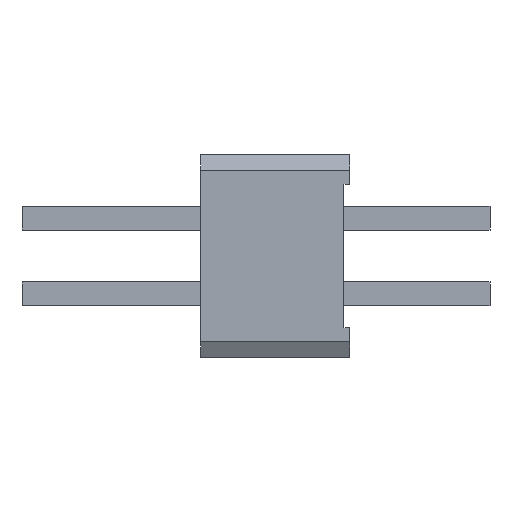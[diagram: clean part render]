
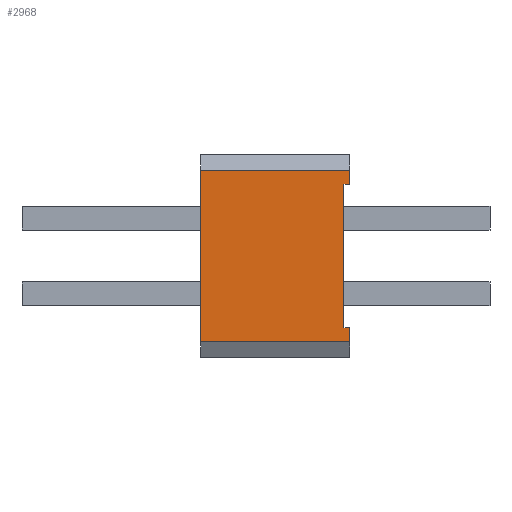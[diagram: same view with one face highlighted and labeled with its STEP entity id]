
A CAD part, left-side view. The second image highlights one B-rep face of the part: STEP entity #2968.
In plain terms, the highlighted planar face has unit normal (-1, 0, 0).
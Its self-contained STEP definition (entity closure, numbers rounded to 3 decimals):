
#5=DIRECTION('',(0.,0.,1.));
#6=VECTOR('',#5,0.24);
#7=CARTESIAN_POINT('',(-0.635,0.,1.2));
#8=LINE('3804',#7,#6);
#193=DIRECTION('',(0.,1.,0.));
#194=VECTOR('',#193,2.5);
#195=CARTESIAN_POINT('',(-0.635,0.,1.44));
#196=LINE('3776',#195,#194);
#197=DIRECTION('',(0.,1.,0.));
#198=VECTOR('',#197,0.1);
#199=CARTESIAN_POINT('',(-0.635,0.,1.2));
#200=LINE('3800',#199,#198);
#201=DIRECTION('',(0.,0.,-1.));
#202=VECTOR('',#201,2.4);
#203=CARTESIAN_POINT('',(-0.635,0.1,1.2));
#204=LINE('3801',#203,#202);
#205=DIRECTION('',(0.,1.,0.));
#206=VECTOR('',#205,0.1);
#207=CARTESIAN_POINT('',(-0.635,0.,-1.2));
#208=LINE('3802',#207,#206);
#209=DIRECTION('',(0.,1.,0.));
#210=VECTOR('',#209,2.5);
#211=CARTESIAN_POINT('',(-0.635,0.,-1.44));
#212=LINE('3775',#211,#210);
#537=DIRECTION('',(0.,0.,1.));
#538=VECTOR('',#537,0.24);
#539=CARTESIAN_POINT('',(-0.635,0.,-1.44));
#540=LINE('3803',#539,#538);
#649=DIRECTION('',(0.,0.,1.));
#650=VECTOR('',#649,2.88);
#651=CARTESIAN_POINT('',(-0.635,2.5,-1.44));
#652=LINE('3770',#651,#650);
#1922=CARTESIAN_POINT('',(-0.635,0.,-1.44));
#1924=VERTEX_POINT('',#1922);
#1925=CARTESIAN_POINT('',(-0.635,0.,1.44));
#1927=VERTEX_POINT('',#1925);
#1934=CARTESIAN_POINT('',(-0.635,2.5,-1.44));
#1936=VERTEX_POINT('',#1934);
#1937=CARTESIAN_POINT('',(-0.635,2.5,1.44));
#1938=VERTEX_POINT('',#1937);
#1969=CARTESIAN_POINT('',(-0.635,0.,1.2));
#1971=VERTEX_POINT('',#1969);
#1973=CARTESIAN_POINT('',(-0.635,0.,-1.2));
#1975=VERTEX_POINT('',#1973);
#1977=CARTESIAN_POINT('',(-0.635,0.1,1.2));
#1978=VERTEX_POINT('',#1977);
#1979=CARTESIAN_POINT('',(-0.635,0.1,-1.2));
#1980=VERTEX_POINT('',#1979);
#2948=CARTESIAN_POINT('',(-0.635,0.,-1.44));
#2949=DIRECTION('',(-1.,0.,0.));
#2950=DIRECTION('',(0.,0.,1.));
#2951=AXIS2_PLACEMENT_3D('',#2948,#2949,#2950);
#2952=PLANE('3578',#2951);
#2953=ORIENTED_EDGE('3800',*,*,#2627,.T.);
#2955=ORIENTED_EDGE('3801',*,*,#2954,.T.);
#2957=ORIENTED_EDGE('3802',*,*,#2956,.F.);
#2959=ORIENTED_EDGE('3803',*,*,#2958,.F.);
#2961=ORIENTED_EDGE('3775',*,*,#2960,.T.);
#2963=ORIENTED_EDGE('3770',*,*,#2962,.T.);
#2964=ORIENTED_EDGE('3776',*,*,#2940,.F.);
#2965=ORIENTED_EDGE('3804',*,*,#2568,.F.);
#2966=EDGE_LOOP('3578',(#2953,#2955,#2957,#2959,#2961,#2963,#2964,#2965));
#2967=FACE_OUTER_BOUND('3578',#2966,.F.);
#2968=ADVANCED_FACE('3578',(#2967),#2952,.T.);
#2568=EDGE_CURVE('3804',#1971,#1927,#8,.T.);
#2627=EDGE_CURVE('3800',#1971,#1978,#200,.T.);
#2940=EDGE_CURVE('3776',#1927,#1938,#196,.T.);
#2954=EDGE_CURVE('3801',#1978,#1980,#204,.T.);
#2956=EDGE_CURVE('3802',#1975,#1980,#208,.T.);
#2958=EDGE_CURVE('3803',#1924,#1975,#540,.T.);
#2960=EDGE_CURVE('3775',#1924,#1936,#212,.T.);
#2962=EDGE_CURVE('3770',#1936,#1938,#652,.T.);
